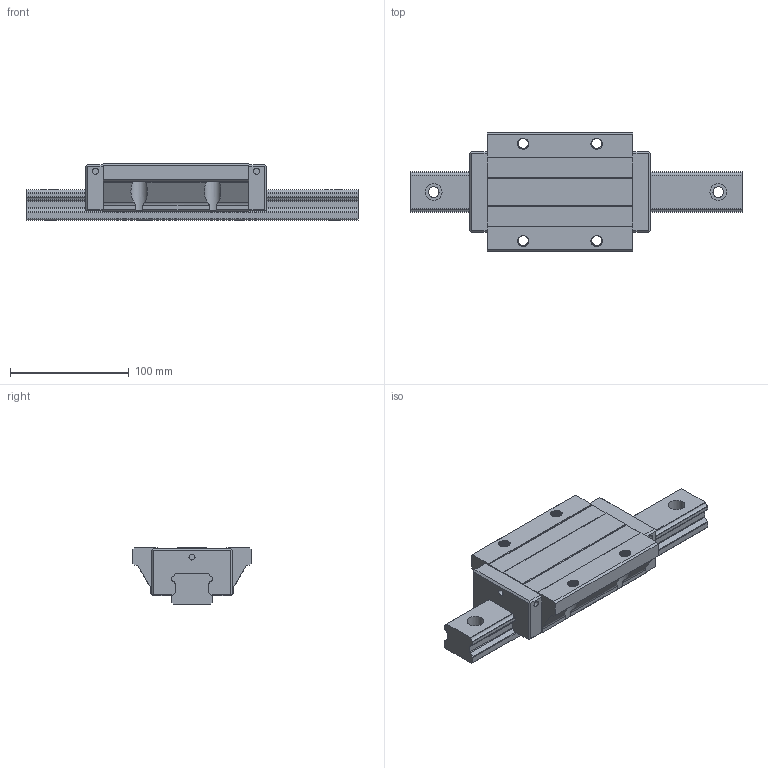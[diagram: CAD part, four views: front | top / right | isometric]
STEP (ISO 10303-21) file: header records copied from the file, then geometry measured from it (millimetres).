
FILE_DESCRIPTION(/* description */ (''),/* implementation_level */ '2;1');
FILE_NAME(/* name */ 'TRH35FE.stp',/* time_stamp */ '2012-09-20T19:18:45+08:00',/* author */ (''),/* organization */ (''),/* preprocessor_version */ 'ST-DEVELOPER v11',/* originating_system */ 'SIEMENS UGS NX 6.0',/* authorisation */ '');
FILE_SCHEMA (('CONFIG_CONTROL_DESIGN'));
Length unit declared in the file: millimetre
Products named in the file (1): darrF1B2nbb0
Bounding box: 280 x 100 x 48 mm (x, y, z)
Volume: 622101.6 mm3; surface area: 92736.4 mm2
Topology: 2 solids, 2 shells, 184 faces, 593 edges, 437 vertices
Faces by surface type: plane 100, cylinder 76, bspline 8
Full cylindrical faces by diameter (mm): 5.08 x2, 5.2 x4, 9 x4, 14 x4
Entity records: 13419 total; most frequent: CARTESIAN_POINT 8379, ORIENTED_EDGE 1120, DIRECTION 887, EDGE_CURVE 560, VERTEX_POINT 404, AXIS2_PLACEMENT_3D 318, LINE 251, VECTOR 251
